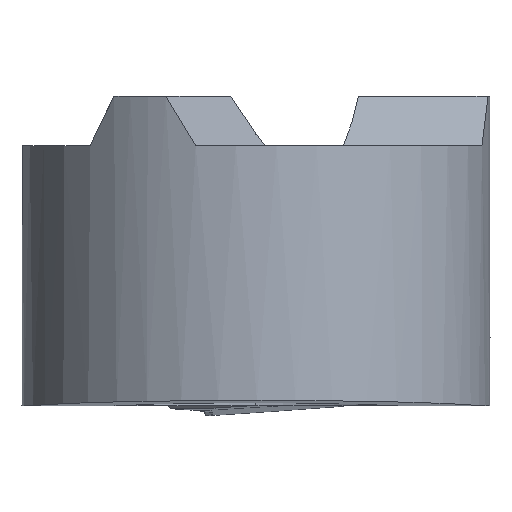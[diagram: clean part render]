
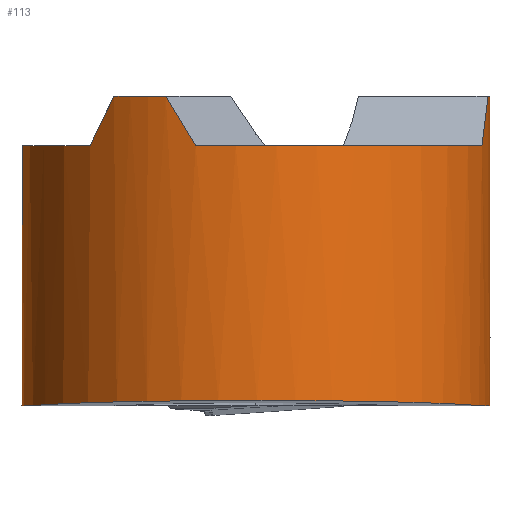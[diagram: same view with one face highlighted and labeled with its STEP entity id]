
A CAD part, left-side view. The second image highlights one B-rep face of the part: STEP entity #113.
In plain terms, the highlighted cylindrical face has radius 4.5 mm (diameter 9 mm), a partial arc.
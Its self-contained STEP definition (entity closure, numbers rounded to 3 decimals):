
#47=CYLINDRICAL_SURFACE('',#1059,4.5);
#61=(
BOUNDED_CURVE()
B_SPLINE_CURVE(3,(#1706,#1707,#1708,#1709),.UNSPECIFIED.,.F.,.F.)
B_SPLINE_CURVE_WITH_KNOTS((4,4),(0.,1.),.UNSPECIFIED.)
CURVE()
GEOMETRIC_REPRESENTATION_ITEM()
RATIONAL_B_SPLINE_CURVE((1.,0.998,0.998,1.))
REPRESENTATION_ITEM('')
);
#62=(
BOUNDED_CURVE()
B_SPLINE_CURVE(3,(#1713,#1714,#1715,#1716),.UNSPECIFIED.,.F.,.F.)
B_SPLINE_CURVE_WITH_KNOTS((4,4),(0.,1.),.UNSPECIFIED.)
CURVE()
GEOMETRIC_REPRESENTATION_ITEM()
RATIONAL_B_SPLINE_CURVE((1.,0.999,0.999,1.))
REPRESENTATION_ITEM('')
);
#63=(
BOUNDED_CURVE()
B_SPLINE_CURVE(3,(#1719,#1720,#1721,#1722),.UNSPECIFIED.,.F.,.F.)
B_SPLINE_CURVE_WITH_KNOTS((4,4),(0.,1.),.UNSPECIFIED.)
CURVE()
GEOMETRIC_REPRESENTATION_ITEM()
RATIONAL_B_SPLINE_CURVE((1.,0.537,0.537,1.))
REPRESENTATION_ITEM('')
);
#64=(
BOUNDED_CURVE()
B_SPLINE_CURVE(3,(#1730,#1731,#1732,#1733),.UNSPECIFIED.,.F.,.F.)
B_SPLINE_CURVE_WITH_KNOTS((4,4),(0.,1.),.UNSPECIFIED.)
CURVE()
GEOMETRIC_REPRESENTATION_ITEM()
RATIONAL_B_SPLINE_CURVE((1.,0.998,0.998,1.))
REPRESENTATION_ITEM('')
);
#65=(
BOUNDED_CURVE()
B_SPLINE_CURVE(3,(#1737,#1738,#1739,#1740),.UNSPECIFIED.,.F.,.F.)
B_SPLINE_CURVE_WITH_KNOTS((4,4),(0.,1.),.UNSPECIFIED.)
CURVE()
GEOMETRIC_REPRESENTATION_ITEM()
RATIONAL_B_SPLINE_CURVE((1.,0.998,0.998,1.))
REPRESENTATION_ITEM('')
);
#113=ADVANCED_FACE('',(#185),#47,.T.);
#185=FACE_OUTER_BOUND('',#239,.T.);
#239=EDGE_LOOP('',(#499,#500,#501,#502,#503,#504,#505,#506,#507,#508,#509,
#510,#511));
#286=LINE('',#1609,#327);
#294=LINE('',#1726,#335);
#327=VECTOR('',#1159,1.);
#335=VECTOR('',#1201,1.);
#382=CIRCLE('',#1053,4.5);
#383=CIRCLE('',#1054,4.5);
#384=CIRCLE('',#1055,4.5);
#385=CIRCLE('',#1056,4.5);
#386=CIRCLE('',#1057,4.5);
#387=CIRCLE('',#1058,4.5);
#499=ORIENTED_EDGE('',*,*,#860,.T.);
#500=ORIENTED_EDGE('',*,*,#861,.T.);
#501=ORIENTED_EDGE('',*,*,#862,.F.);
#502=ORIENTED_EDGE('',*,*,#863,.T.);
#503=ORIENTED_EDGE('',*,*,#837,.F.);
#504=ORIENTED_EDGE('',*,*,#864,.T.);
#505=ORIENTED_EDGE('',*,*,#865,.T.);
#506=ORIENTED_EDGE('',*,*,#866,.T.);
#507=ORIENTED_EDGE('',*,*,#867,.T.);
#508=ORIENTED_EDGE('',*,*,#868,.T.);
#509=ORIENTED_EDGE('',*,*,#869,.T.);
#510=ORIENTED_EDGE('',*,*,#870,.F.);
#511=ORIENTED_EDGE('',*,*,#871,.T.);
#730=VERTEX_POINT('',#1608);
#731=VERTEX_POINT('',#1610);
#746=VERTEX_POINT('',#1704);
#747=VERTEX_POINT('',#1705);
#748=VERTEX_POINT('',#1710);
#749=VERTEX_POINT('',#1712);
#750=VERTEX_POINT('',#1718);
#751=VERTEX_POINT('',#1723);
#752=VERTEX_POINT('',#1725);
#753=VERTEX_POINT('',#1727);
#754=VERTEX_POINT('',#1729);
#755=VERTEX_POINT('',#1734);
#756=VERTEX_POINT('',#1736);
#837=EDGE_CURVE('',#730,#731,#286,.T.);
#860=EDGE_CURVE('',#746,#747,#382,.T.);
#861=EDGE_CURVE('',#747,#748,#61,.T.);
#862=EDGE_CURVE('',#749,#748,#383,.T.);
#863=EDGE_CURVE('',#749,#731,#62,.T.);
#864=EDGE_CURVE('',#730,#750,#384,.T.);
#865=EDGE_CURVE('',#750,#751,#63,.T.);
#866=EDGE_CURVE('',#751,#752,#385,.T.);
#867=EDGE_CURVE('',#752,#753,#294,.T.);
#868=EDGE_CURVE('',#753,#754,#386,.T.);
#869=EDGE_CURVE('',#754,#755,#64,.T.);
#870=EDGE_CURVE('',#756,#755,#387,.T.);
#871=EDGE_CURVE('',#756,#746,#65,.T.);
#1053=AXIS2_PLACEMENT_3D('',#1703,#1193,#1194);
#1054=AXIS2_PLACEMENT_3D('',#1711,#1195,#1196);
#1055=AXIS2_PLACEMENT_3D('',#1717,#1197,#1198);
#1056=AXIS2_PLACEMENT_3D('',#1724,#1199,#1200);
#1057=AXIS2_PLACEMENT_3D('',#1728,#1202,#1203);
#1058=AXIS2_PLACEMENT_3D('',#1735,#1204,#1205);
#1059=AXIS2_PLACEMENT_3D('',#1741,#1206,#1207);
#1159=DIRECTION('',(0.,0.,1.));
#1193=DIRECTION('',(0.,0.,-1.));
#1194=DIRECTION('',(0.,-1.,0.));
#1195=DIRECTION('',(0.,0.,1.));
#1196=DIRECTION('',(1.,0.,0.));
#1197=DIRECTION('',(0.,0.,1.));
#1198=DIRECTION('',(-1.,0.,0.));
#1199=DIRECTION('',(0.,0.,1.));
#1200=DIRECTION('',(-1.,0.,0.));
#1201=DIRECTION('',(0.,0.,1.));
#1202=DIRECTION('',(0.,0.,-1.));
#1203=DIRECTION('',(1.,0.,0.));
#1204=DIRECTION('',(0.,0.,1.));
#1205=DIRECTION('',(1.,0.,0.));
#1206=DIRECTION('',(0.,0.,1.));
#1207=DIRECTION('',(1.,0.,0.));
#1608=CARTESIAN_POINT('',(3.553,2.762,-5.));
#1609=CARTESIAN_POINT('',(3.553,2.762,-5.35));
#1610=CARTESIAN_POINT('',(3.553,2.762,0.888));
#1703=CARTESIAN_POINT('',(0.,0.,0.95));
#1704=CARTESIAN_POINT('',(-4.153,1.732,0.95));
#1705=CARTESIAN_POINT('',(-3.577,2.731,0.95));
#1706=CARTESIAN_POINT('',(-3.577,2.731,0.95));
#1707=CARTESIAN_POINT('',(-3.454,2.892,0.629));
#1708=CARTESIAN_POINT('',(-3.32,3.044,0.312));
#1709=CARTESIAN_POINT('',(-3.177,3.187,0.));
#1710=CARTESIAN_POINT('',(-3.177,3.187,0.));
#1711=CARTESIAN_POINT('',(0.,0.,0.));
#1712=CARTESIAN_POINT('',(3.177,3.187,0.));
#1713=CARTESIAN_POINT('',(3.177,3.187,0.));
#1714=CARTESIAN_POINT('',(3.311,3.053,0.292));
#1715=CARTESIAN_POINT('',(3.437,2.911,0.589));
#1716=CARTESIAN_POINT('',(3.553,2.762,0.888));
#1717=CARTESIAN_POINT('',(0.,0.,-5.));
#1718=CARTESIAN_POINT('',(-1.377,4.284,-5.));
#1719=CARTESIAN_POINT('',(-1.377,4.284,-5.));
#1720=CARTESIAN_POINT('',(-6.438,2.658,-4.838));
#1721=CARTESIAN_POINT('',(-6.438,-2.658,-4.838));
#1722=CARTESIAN_POINT('',(-1.377,-4.284,-5.));
#1723=CARTESIAN_POINT('',(-1.377,-4.284,-5.));
#1724=CARTESIAN_POINT('',(0.,0.,-5.));
#1725=CARTESIAN_POINT('',(0.,-4.5,-5.));
#1726=CARTESIAN_POINT('',(0.,-4.5,-5.35));
#1727=CARTESIAN_POINT('',(0.,-4.5,0.95));
#1728=CARTESIAN_POINT('',(0.,0.,0.95));
#1729=CARTESIAN_POINT('',(-0.576,-4.463,0.95));
#1730=CARTESIAN_POINT('',(-0.576,-4.463,0.95));
#1731=CARTESIAN_POINT('',(-0.777,-4.437,0.629));
#1732=CARTESIAN_POINT('',(-0.976,-4.398,0.312));
#1733=CARTESIAN_POINT('',(-1.172,-4.345,0.));
#1734=CARTESIAN_POINT('',(-1.172,-4.345,0.));
#1735=CARTESIAN_POINT('',(0.,0.,0.));
#1736=CARTESIAN_POINT('',(-4.349,1.158,0.));
#1737=CARTESIAN_POINT('',(-4.349,1.158,0.));
#1738=CARTESIAN_POINT('',(-4.296,1.353,0.312));
#1739=CARTESIAN_POINT('',(-4.231,1.545,0.629));
#1740=CARTESIAN_POINT('',(-4.153,1.732,0.95));
#1741=CARTESIAN_POINT('',(0.,0.,-5.35));
